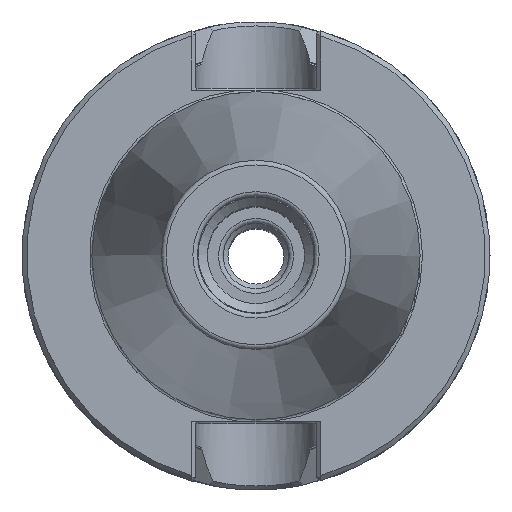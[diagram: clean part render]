
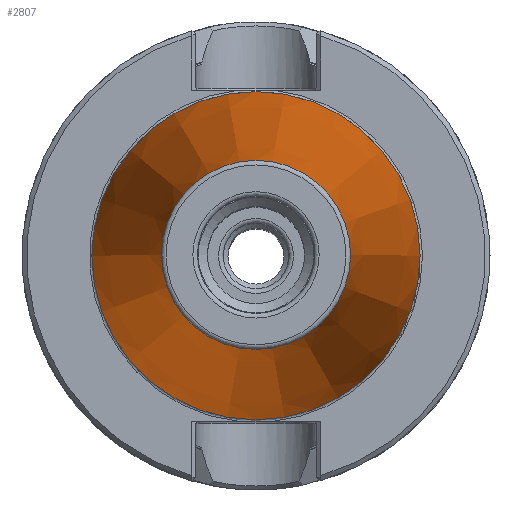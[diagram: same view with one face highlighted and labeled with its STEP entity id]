
A CAD part, top view. The second image highlights one B-rep face of the part: STEP entity #2807.
In plain terms, the highlighted conical face has half-angle 8.297 degrees and reference radius 20.204 mm.
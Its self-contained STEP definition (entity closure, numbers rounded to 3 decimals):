
#266=CONICAL_SURFACE('',#3002,20.204,0.145);
#577=ORIENTED_EDGE('',*,*,#756,.T.);
#578=ORIENTED_EDGE('',*,*,#897,.F.);
#756=EDGE_CURVE('',#985,#985,#1162,.T.);
#897=EDGE_CURVE('',#1078,#1078,#1201,.T.);
#985=VERTEX_POINT('',#3759);
#1078=VERTEX_POINT('',#4301);
#1162=CIRCLE('',#2904,35.065);
#1201=CIRCLE('',#3001,20.204);
#1346=EDGE_LOOP('',(#577));
#1347=EDGE_LOOP('',(#578));
#1572=FACE_BOUND('',#1346,.T.);
#1573=FACE_BOUND('',#1347,.T.);
#2807=ADVANCED_FACE('',(#1572,#1573),#266,.T.);
#2904=AXIS2_PLACEMENT_3D('',#3758,#3177,#3178);
#3001=AXIS2_PLACEMENT_3D('',#4300,#3427,#3428);
#3002=AXIS2_PLACEMENT_3D('',#4302,#3429,#3430);
#3177=DIRECTION('',(0.,0.,1.));
#3178=DIRECTION('',(1.,0.,0.));
#3427=DIRECTION('',(0.,0.,1.));
#3428=DIRECTION('',(1.,0.,0.));
#3429=DIRECTION('',(0.,0.,-1.));
#3430=DIRECTION('',(-1.,0.,0.));
#3758=CARTESIAN_POINT('',(0.,0.,-0.963));
#3759=CARTESIAN_POINT('',(35.065,0.,-0.963));
#4300=CARTESIAN_POINT('',(0.,0.,100.944));
#4301=CARTESIAN_POINT('',(20.204,0.,100.944));
#4302=CARTESIAN_POINT('',(0.,0.,100.944));
